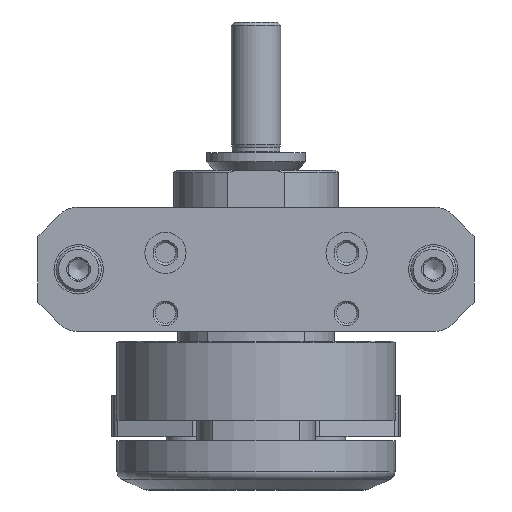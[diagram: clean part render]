
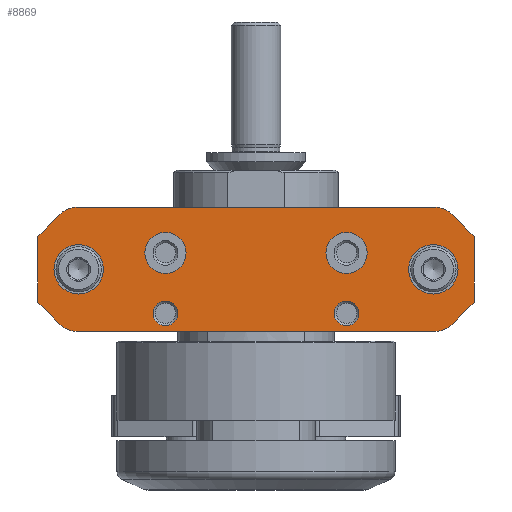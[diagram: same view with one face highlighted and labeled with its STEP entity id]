
A CAD part, front view. The second image highlights one B-rep face of the part: STEP entity #8869.
In plain terms, the highlighted planar face has unit normal (0, -1, 0).
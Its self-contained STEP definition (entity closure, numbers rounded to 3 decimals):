
#236=PLANE('',#9450);
#587=LINE('',#13283,#1164);
#589=LINE('',#13287,#1166);
#593=LINE('',#13298,#1170);
#596=LINE('',#13310,#1173);
#598=LINE('',#13314,#1175);
#600=LINE('',#13318,#1177);
#605=LINE('',#13328,#1182);
#608=LINE('',#13340,#1185);
#1164=VECTOR('',#10693,1000.);
#1166=VECTOR('',#10697,1000.);
#1170=VECTOR('',#10709,1000.);
#1173=VECTOR('',#10722,1000.);
#1175=VECTOR('',#10726,1000.);
#1177=VECTOR('',#10730,1000.);
#1182=VECTOR('',#10741,1000.);
#1185=VECTOR('',#10754,1000.);
#2091=ORIENTED_EDGE('',*,*,#4043,.F.);
#2092=ORIENTED_EDGE('',*,*,#4044,.F.);
#2093=ORIENTED_EDGE('',*,*,#4045,.F.);
#2094=ORIENTED_EDGE('',*,*,#4046,.F.);
#2095=ORIENTED_EDGE('',*,*,#4047,.F.);
#2096=ORIENTED_EDGE('',*,*,#4048,.F.);
#2097=ORIENTED_EDGE('',*,*,#4012,.F.);
#2098=ORIENTED_EDGE('',*,*,#4042,.F.);
#2099=ORIENTED_EDGE('',*,*,#4040,.F.);
#2100=ORIENTED_EDGE('',*,*,#4036,.F.);
#2101=ORIENTED_EDGE('',*,*,#4032,.F.);
#2102=ORIENTED_EDGE('',*,*,#4030,.F.);
#2103=ORIENTED_EDGE('',*,*,#4028,.F.);
#2104=ORIENTED_EDGE('',*,*,#4026,.F.);
#2105=ORIENTED_EDGE('',*,*,#4024,.F.);
#2106=ORIENTED_EDGE('',*,*,#4020,.F.);
#2107=ORIENTED_EDGE('',*,*,#4016,.F.);
#2108=ORIENTED_EDGE('',*,*,#4014,.F.);
#4012=EDGE_CURVE('',#5009,#5010,#587,.T.);
#4014=EDGE_CURVE('',#5010,#5011,#589,.T.);
#4016=EDGE_CURVE('',#5011,#5012,#5629,.T.);
#4020=EDGE_CURVE('',#5012,#5014,#593,.T.);
#4024=EDGE_CURVE('',#5014,#5017,#5633,.T.);
#4026=EDGE_CURVE('',#5017,#5018,#596,.T.);
#4028=EDGE_CURVE('',#5018,#5019,#598,.T.);
#4030=EDGE_CURVE('',#5019,#5020,#600,.T.);
#4032=EDGE_CURVE('',#5020,#5021,#5634,.T.);
#4036=EDGE_CURVE('',#5021,#5022,#605,.T.);
#4040=EDGE_CURVE('',#5022,#5025,#5637,.T.);
#4042=EDGE_CURVE('',#5025,#5009,#608,.T.);
#4043=EDGE_CURVE('',#5026,#5026,#5638,.T.);
#4044=EDGE_CURVE('',#5027,#5027,#5639,.T.);
#4045=EDGE_CURVE('',#5028,#5028,#5640,.T.);
#4046=EDGE_CURVE('',#5029,#5029,#5641,.T.);
#4047=EDGE_CURVE('',#5030,#5030,#5642,.T.);
#4048=EDGE_CURVE('',#5031,#5031,#5643,.T.);
#5009=VERTEX_POINT('',#13282);
#5010=VERTEX_POINT('',#13284);
#5011=VERTEX_POINT('',#13288);
#5012=VERTEX_POINT('',#13292);
#5014=VERTEX_POINT('',#13299);
#5017=VERTEX_POINT('',#13307);
#5018=VERTEX_POINT('',#13311);
#5019=VERTEX_POINT('',#13315);
#5020=VERTEX_POINT('',#13319);
#5021=VERTEX_POINT('',#13323);
#5022=VERTEX_POINT('',#13329);
#5025=VERTEX_POINT('',#13337);
#5026=VERTEX_POINT('',#13343);
#5027=VERTEX_POINT('',#13345);
#5028=VERTEX_POINT('',#13347);
#5029=VERTEX_POINT('',#13349);
#5030=VERTEX_POINT('',#13351);
#5031=VERTEX_POINT('',#13353);
#5629=CIRCLE('',#9432,3.);
#5633=CIRCLE('',#9438,3.);
#5634=CIRCLE('',#9443,3.);
#5637=CIRCLE('',#9448,3.);
#5638=CIRCLE('',#9451,3.);
#5639=CIRCLE('',#9452,3.);
#5640=CIRCLE('',#9453,1.5);
#5641=CIRCLE('',#9454,1.5);
#5642=CIRCLE('',#9455,2.5);
#5643=CIRCLE('',#9456,2.5);
#6092=EDGE_LOOP('',(#2091));
#6093=EDGE_LOOP('',(#2092));
#6094=EDGE_LOOP('',(#2093));
#6095=EDGE_LOOP('',(#2094));
#6096=EDGE_LOOP('',(#2095));
#6097=EDGE_LOOP('',(#2096));
#6098=EDGE_LOOP('',(#2097,#2098,#2099,#2100,#2101,#2102,#2103,#2104,#2105,
#2106,#2107,#2108));
#6700=FACE_BOUND('',#6092,.T.);
#6701=FACE_BOUND('',#6093,.T.);
#6702=FACE_BOUND('',#6094,.T.);
#6703=FACE_BOUND('',#6095,.T.);
#6704=FACE_BOUND('',#6096,.T.);
#6705=FACE_BOUND('',#6097,.T.);
#6706=FACE_BOUND('',#6098,.T.);
#8869=ADVANCED_FACE('',(#6700,#6701,#6702,#6703,#6704,#6705,#6706),#236,
 .F.);
#9432=AXIS2_PLACEMENT_3D('',#13291,#10701,#10702);
#9438=AXIS2_PLACEMENT_3D('',#13306,#10717,#10718);
#9443=AXIS2_PLACEMENT_3D('',#13322,#10734,#10735);
#9448=AXIS2_PLACEMENT_3D('',#13336,#10749,#10750);
#9450=AXIS2_PLACEMENT_3D('',#13341,#10755,#10756);
#9451=AXIS2_PLACEMENT_3D('',#13342,#10757,#10758);
#9452=AXIS2_PLACEMENT_3D('',#13344,#10759,#10760);
#9453=AXIS2_PLACEMENT_3D('',#13346,#10761,#10762);
#9454=AXIS2_PLACEMENT_3D('',#13348,#10763,#10764);
#9455=AXIS2_PLACEMENT_3D('',#13350,#10765,#10766);
#9456=AXIS2_PLACEMENT_3D('',#13352,#10767,#10768);
#10693=DIRECTION('',(0.,0.,1.));
#10697=DIRECTION('',(0.707,0.,0.707));
#10701=DIRECTION('',(0.,1.,0.));
#10702=DIRECTION('',(1.,0.,0.));
#10709=DIRECTION('',(1.,0.,0.));
#10717=DIRECTION('',(0.,1.,0.));
#10718=DIRECTION('',(1.,0.,0.));
#10722=DIRECTION('',(0.707,0.,-0.707));
#10726=DIRECTION('',(0.,0.,-1.));
#10730=DIRECTION('',(-0.707,0.,-0.707));
#10734=DIRECTION('',(0.,1.,0.));
#10735=DIRECTION('',(1.,0.,0.));
#10741=DIRECTION('',(-1.,0.,0.));
#10749=DIRECTION('',(0.,1.,0.));
#10750=DIRECTION('',(1.,0.,0.));
#10754=DIRECTION('',(-0.707,0.,0.707));
#10755=DIRECTION('',(0.,1.,0.));
#10756=DIRECTION('',(0.,0.,1.));
#10757=DIRECTION('',(0.,-1.,0.));
#10758=DIRECTION('',(0.,0.,-1.));
#10759=DIRECTION('',(0.,-1.,0.));
#10760=DIRECTION('',(0.,0.,-1.));
#10761=DIRECTION('',(0.,-1.,0.));
#10762=DIRECTION('',(0.,0.,-1.));
#10763=DIRECTION('',(0.,-1.,0.));
#10764=DIRECTION('',(0.,0.,-1.));
#10765=DIRECTION('',(0.,-1.,0.));
#10766=DIRECTION('',(0.,0.,-1.));
#10767=DIRECTION('',(0.,-1.,0.));
#10768=DIRECTION('',(0.,0.,-1.));
#13282=CARTESIAN_POINT('',(-26.5,-19.4,-16.05));
#13283=CARTESIAN_POINT('',(-26.5,-19.4,-16.05));
#13284=CARTESIAN_POINT('',(-26.5,-19.4,-8.05));
#13287=CARTESIAN_POINT('',(-26.5,-19.4,-8.05));
#13288=CARTESIAN_POINT('',(-23.829,-19.4,-5.379));
#13291=CARTESIAN_POINT('',(-21.707,-19.4,-7.5));
#13292=CARTESIAN_POINT('',(-21.707,-19.4,-4.5));
#13298=CARTESIAN_POINT('',(-21.707,-19.4,-4.5));
#13299=CARTESIAN_POINT('',(21.707,-19.4,-4.5));
#13306=CARTESIAN_POINT('',(21.707,-19.4,-7.5));
#13307=CARTESIAN_POINT('',(23.829,-19.4,-5.379));
#13310=CARTESIAN_POINT('',(23.829,-19.4,-5.379));
#13311=CARTESIAN_POINT('',(26.5,-19.4,-8.05));
#13314=CARTESIAN_POINT('',(26.5,-19.4,-8.05));
#13315=CARTESIAN_POINT('',(26.5,-19.4,-16.05));
#13318=CARTESIAN_POINT('',(26.5,-19.4,-16.05));
#13319=CARTESIAN_POINT('',(23.829,-19.4,-18.721));
#13322=CARTESIAN_POINT('',(21.707,-19.4,-16.6));
#13323=CARTESIAN_POINT('',(21.707,-19.4,-19.6));
#13328=CARTESIAN_POINT('',(21.707,-19.4,-19.6));
#13329=CARTESIAN_POINT('',(-21.707,-19.4,-19.6));
#13336=CARTESIAN_POINT('',(-21.707,-19.4,-16.6));
#13337=CARTESIAN_POINT('',(-23.829,-19.4,-18.721));
#13340=CARTESIAN_POINT('',(-23.829,-19.4,-18.721));
#13341=CARTESIAN_POINT('',(-21.707,-19.4,-7.5));
#13342=CARTESIAN_POINT('',(21.55,-19.4,-12.05));
#13343=CARTESIAN_POINT('',(21.55,-19.4,-15.05));
#13344=CARTESIAN_POINT('',(-21.55,-19.4,-12.05));
#13345=CARTESIAN_POINT('',(-21.55,-19.4,-15.05));
#13346=CARTESIAN_POINT('',(11.,-19.4,-17.4));
#13347=CARTESIAN_POINT('',(11.,-19.4,-18.9));
#13348=CARTESIAN_POINT('',(-11.,-19.4,-17.4));
#13349=CARTESIAN_POINT('',(-11.,-19.4,-18.9));
#13350=CARTESIAN_POINT('',(11.,-19.4,-10.05));
#13351=CARTESIAN_POINT('',(11.,-19.4,-12.55));
#13352=CARTESIAN_POINT('',(-11.,-19.4,-10.05));
#13353=CARTESIAN_POINT('',(-11.,-19.4,-12.55));
